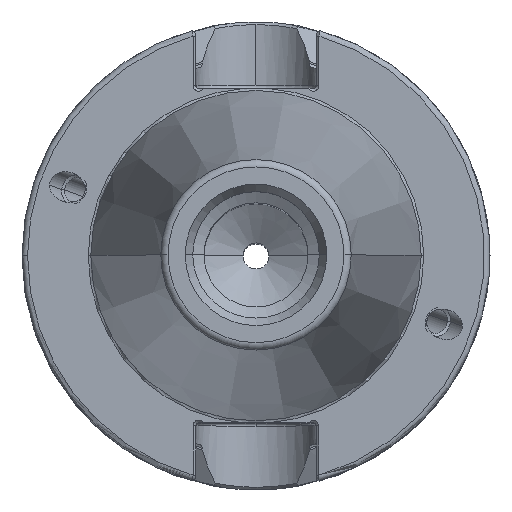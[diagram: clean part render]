
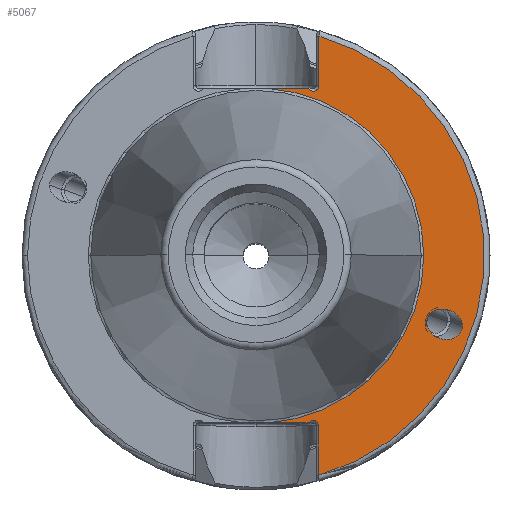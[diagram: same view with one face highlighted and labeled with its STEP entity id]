
A CAD part, top view. The second image highlights one B-rep face of the part: STEP entity #5067.
In plain terms, the highlighted planar face has unit normal (0, 0, 1).
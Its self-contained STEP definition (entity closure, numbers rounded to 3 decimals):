
#19 = VERTEX_POINT ( 'NONE', #6256 ) ;
#53 = CARTESIAN_POINT ( 'NONE',  ( 8.47, 22.875, -2. ) ) ;
#233 = VERTEX_POINT ( 'NONE', #7330 ) ;
#249 = ORIENTED_EDGE ( 'NONE', *, *, #425, .F. ) ;
#425 = EDGE_CURVE ( 'NONE', #2783, #2807, #936, .T. ) ;
#476 = CARTESIAN_POINT ( 'NONE',  ( 0., 31.475, -2. ) ) ;
#670 = ORIENTED_EDGE ( 'NONE', *, *, #1447, .T. ) ;
#699 = DIRECTION ( 'NONE',  ( -1., 0., 0. ) ) ;
#706 = ORIENTED_EDGE ( 'NONE', *, *, #3851, .T. ) ;
#713 = VERTEX_POINT ( 'NONE', #2153 ) ;
#936 = LINE ( 'NONE', #3721, #3442 ) ;
#965 = VERTEX_POINT ( 'NONE', #6103 ) ;
#1052 = CARTESIAN_POINT ( 'NONE',  ( 7.07, 22.5, -2. ) ) ;
#1307 = DIRECTION ( 'NONE',  ( 0., 0., 1. ) ) ;
#1447 = EDGE_CURVE ( 'NONE', #7079, #233, #5325, .T. ) ;
#1484 = LINE ( 'NONE', #1847, #5498 ) ;
#1585 = EDGE_CURVE ( 'NONE', #713, #7079, #1484, .T. ) ;
#1795 =( BOUNDED_CURVE ( )  B_SPLINE_CURVE ( 3, ( #5491, #7404, #5195, #7017 ),
 .UNSPECIFIED., .F., .F. ) 
 B_SPLINE_CURVE_WITH_KNOTS ( ( 4, 4 ),
 ( 2.852, 5.993 ),
 .UNSPECIFIED. ) 
 CURVE ( )  GEOMETRIC_REPRESENTATION_ITEM ( )  RATIONAL_B_SPLINE_CURVE ( ( 1., 0.333, 0.333, 1. ) ) 
 REPRESENTATION_ITEM ( '' )  );
#1847 = CARTESIAN_POINT ( 'NONE',  ( 8.417, 31.475, -2. ) ) ;
#1876 = CARTESIAN_POINT ( 'NONE',  ( 27.766, -9.498, -2. ) ) ;
#2108 = AXIS2_PLACEMENT_3D ( 'NONE', #6040, #7092, #7221 ) ;
#2110 = AXIS2_PLACEMENT_3D ( 'NONE', #5759, #3876, #7064 ) ;
#2153 = CARTESIAN_POINT ( 'NONE',  ( 8.417, -22.875, -2. ) ) ;
#2166 = DIRECTION ( 'NONE',  ( 0., 0., -1. ) ) ;
#2271 = ORIENTED_EDGE ( 'NONE', *, *, #6331, .T. ) ;
#2370 = CARTESIAN_POINT ( 'NONE',  ( 27.766, -13.577, -2. ) ) ;
#2407 = CIRCLE ( 'NONE', #2108, 22.563 ) ;
#2446 = ORIENTED_EDGE ( 'NONE', *, *, #7334, .T. ) ;
#2498 = CARTESIAN_POINT ( 'NONE',  ( 22.978, -8.971, -2. ) ) ;
#2585 = DIRECTION ( 'NONE',  ( -1., 0., 0. ) ) ;
#2783 = VERTEX_POINT ( 'NONE', #4097 ) ;
#2807 = VERTEX_POINT ( 'NONE', #1052 ) ;
#2997 = VECTOR ( 'NONE', #5938, 1000. ) ;
#3032 = DIRECTION ( 'NONE',  ( 0., 0., -1. ) ) ;
#3142 = CARTESIAN_POINT ( 'NONE',  ( 7.133, -22.5, -2. ) ) ;
#3220 = VECTOR ( 'NONE', #5829, 1000. ) ;
#3255 = VERTEX_POINT ( 'NONE', #53 ) ;
#3289 = CARTESIAN_POINT ( 'NONE',  ( 8.417, -29.55, -2. ) ) ;
#3442 = VECTOR ( 'NONE', #6540, 1000. ) ;
#3721 = CARTESIAN_POINT ( 'NONE',  ( 0., 22.5, -2. ) ) ;
#3851 = EDGE_CURVE ( 'NONE', #7441, #965, #7122, .T. ) ;
#3876 = DIRECTION ( 'NONE',  ( 0., 0., -1. ) ) ;
#3923 = AXIS2_PLACEMENT_3D ( 'NONE', #5205, #7230, #6624 ) ;
#4052 = AXIS2_PLACEMENT_3D ( 'NONE', #476, #2166, #6805 ) ;
#4083 =( BOUNDED_CURVE ( )  B_SPLINE_CURVE ( 3, ( #1876, #2370, #6352, #2498 ),
 .UNSPECIFIED., .F., .F. ) 
 B_SPLINE_CURVE_WITH_KNOTS ( ( 4, 4 ),
 ( 5.993, 9.135 ),
 .UNSPECIFIED. ) 
 CURVE ( )  GEOMETRIC_REPRESENTATION_ITEM ( )  RATIONAL_B_SPLINE_CURVE ( ( 1., 0.333, 0.333, 1. ) ) 
 REPRESENTATION_ITEM ( '' )  );
#4097 = CARTESIAN_POINT ( 'NONE',  ( 1.684, 22.5, -2. ) ) ;
#4122 = CARTESIAN_POINT ( 'NONE',  ( 8.47, 22.875, -2. ) ) ;
#4251 = FACE_BOUND ( 'NONE', #7284, .T. ) ;
#4335 = AXIS2_PLACEMENT_3D ( 'NONE', #6732, #3032, #2585 ) ;
#4339 = EDGE_LOOP ( 'NONE', ( #6877, #6461, #5256, #670, #6804, #2446, #249, #2271, #706 ) ) ;
#4361 = LINE ( 'NONE', #4122, #2997 ) ;
#4561 = DIRECTION ( 'NONE',  ( 0., -1., 0. ) ) ;
#5063 = CARTESIAN_POINT ( 'NONE',  ( 0., -22.5, -2. ) ) ;
#5065 = ORIENTED_EDGE ( 'NONE', *, *, #7071, .T. ) ;
#5067 = ADVANCED_FACE ( 'NONE', ( #4251, #6013 ), #6538, .F. ) ;
#5129 = EDGE_CURVE ( 'NONE', #5418, #713, #6750, .T. ) ;
#5195 = CARTESIAN_POINT ( 'NONE',  ( 27.766, -5.419, -2. ) ) ;
#5205 = CARTESIAN_POINT ( 'NONE',  ( 7.72, -22.875, -2. ) ) ;
#5256 = ORIENTED_EDGE ( 'NONE', *, *, #1585, .T. ) ;
#5325 = CIRCLE ( 'NONE', #6363, 30.725 ) ;
#5418 = VERTEX_POINT ( 'NONE', #3142 ) ;
#5491 = CARTESIAN_POINT ( 'NONE',  ( 22.978, -8.971, -2. ) ) ;
#5498 = VECTOR ( 'NONE', #4561, 1000. ) ;
#5636 = CIRCLE ( 'NONE', #2110, 0.75 ) ;
#5660 = EDGE_CURVE ( 'NONE', #233, #3255, #4361, .T. ) ;
#5745 = EDGE_CURVE ( 'NONE', #5418, #965, #5947, .T. ) ;
#5759 = CARTESIAN_POINT ( 'NONE',  ( 7.72, 22.875, -2. ) ) ;
#5807 = ORIENTED_EDGE ( 'NONE', *, *, #7074, .T. ) ;
#5829 = DIRECTION ( 'NONE',  ( -1., 0., 0. ) ) ;
#5854 = VERTEX_POINT ( 'NONE', #6320 ) ;
#5938 = DIRECTION ( 'NONE',  ( 0., -1., 0. ) ) ;
#5947 = LINE ( 'NONE', #5063, #3220 ) ;
#6013 = FACE_OUTER_BOUND ( 'NONE', #4339, .T. ) ;
#6040 = CARTESIAN_POINT ( 'NONE',  ( 0., 0., -2. ) ) ;
#6103 = CARTESIAN_POINT ( 'NONE',  ( 1.684, -22.5, -2. ) ) ;
#6256 = CARTESIAN_POINT ( 'NONE',  ( 27.766, -9.498, -2. ) ) ;
#6320 = CARTESIAN_POINT ( 'NONE',  ( 22.978, -8.971, -2. ) ) ;
#6331 = EDGE_CURVE ( 'NONE', #2783, #7441, #2407, .T. ) ;
#6352 = CARTESIAN_POINT ( 'NONE',  ( 22.978, -13.051, -2. ) ) ;
#6363 = AXIS2_PLACEMENT_3D ( 'NONE', #7428, #1307, #699 ) ;
#6461 = ORIENTED_EDGE ( 'NONE', *, *, #5129, .T. ) ;
#6538 = PLANE ( 'NONE',  #4052 ) ;
#6540 = DIRECTION ( 'NONE',  ( 1., 0., 0. ) ) ;
#6624 = DIRECTION ( 'NONE',  ( -1., 0., 0. ) ) ;
#6732 = CARTESIAN_POINT ( 'NONE',  ( 0., 0., -2. ) ) ;
#6750 = CIRCLE ( 'NONE', #3923, 0.697 ) ;
#6804 = ORIENTED_EDGE ( 'NONE', *, *, #5660, .T. ) ;
#6805 = DIRECTION ( 'NONE',  ( -1., 0., 0. ) ) ;
#6877 = ORIENTED_EDGE ( 'NONE', *, *, #5745, .F. ) ;
#6932 = CARTESIAN_POINT ( 'NONE',  ( 22.563, 0., -2. ) ) ;
#7017 = CARTESIAN_POINT ( 'NONE',  ( 27.766, -9.498, -2. ) ) ;
#7064 = DIRECTION ( 'NONE',  ( -1., 0., 0. ) ) ;
#7071 = EDGE_CURVE ( 'NONE', #5854, #19, #1795, .T. ) ;
#7074 = EDGE_CURVE ( 'NONE', #19, #5854, #4083, .T. ) ;
#7079 = VERTEX_POINT ( 'NONE', #3289 ) ;
#7092 = DIRECTION ( 'NONE',  ( 0., 0., -1. ) ) ;
#7122 = CIRCLE ( 'NONE', #4335, 22.563 ) ;
#7221 = DIRECTION ( 'NONE',  ( -1., 0., 0. ) ) ;
#7230 = DIRECTION ( 'NONE',  ( 0., 0., -1. ) ) ;
#7284 = EDGE_LOOP ( 'NONE', ( #5807, #5065 ) ) ;
#7330 = CARTESIAN_POINT ( 'NONE',  ( 8.47, 29.534, -2. ) ) ;
#7334 = EDGE_CURVE ( 'NONE', #3255, #2807, #5636, .T. ) ;
#7404 = CARTESIAN_POINT ( 'NONE',  ( 22.978, -4.892, -2. ) ) ;
#7428 = CARTESIAN_POINT ( 'NONE',  ( 0., 0., -2. ) ) ;
#7441 = VERTEX_POINT ( 'NONE', #6932 ) ;
